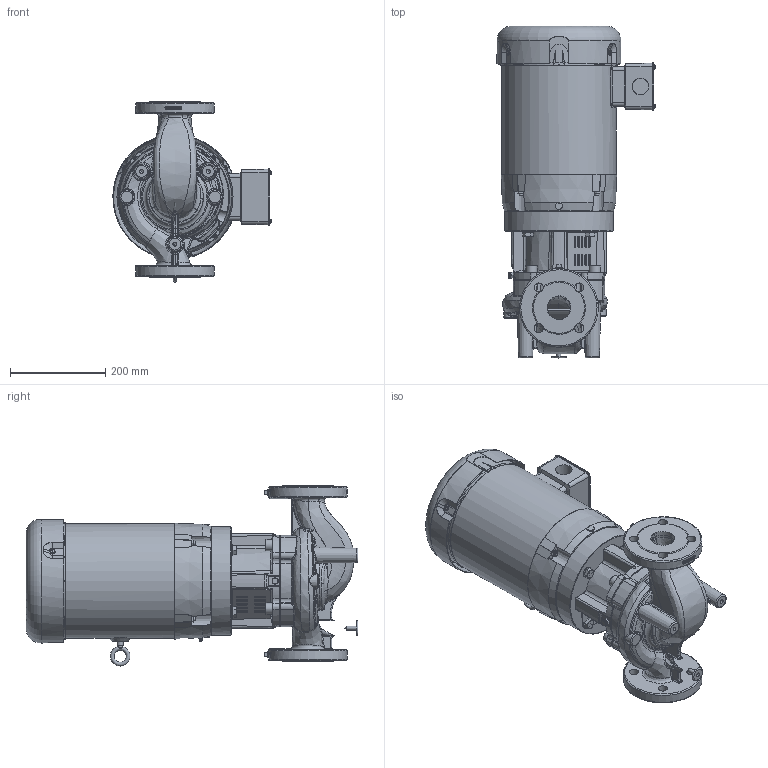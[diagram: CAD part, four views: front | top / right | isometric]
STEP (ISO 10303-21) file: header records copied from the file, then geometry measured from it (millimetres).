
FILE_DESCRIPTION(/* description */ (''),/* implementation_level */ '2;1');
FILE_NAME(/* name */ '2714647 - PUMP IL2 135_265-2-S1E 460V_3_60 TEFC_Shrinkwrap_1.stp',/* time_stamp */ '2022-03-22T16:13:40-05:00',/* author */ ('faliszekte'),/* organization */ (''),/* preprocessor_version */ 'ST-DEVELOPER v18.1',/* originating_system */ 'Autodesk Inventor 2021',/* authorisation */ '');
FILE_SCHEMA (('AUTOMOTIVE_DESIGN { 1 0 10303 214 3 1 1 }'));
Products named in the file (1): 2714647 - PUMP IL2 135_265-2-S1E 460V_3_60 TEFC_Shrinkwrap_1
Bounding box: 332.46 x 697.73 x 378.57 mm (x, y, z)
Surface area: 1165364.8 mm2 (no closed solid volume)
Topology: 0 solids, 31 shells, 2319 faces, 6904 edges, 4446 vertices
Faces by surface type: bspline 746, plane 694, cylinder 476, cone 271, sphere 69, torus 63
Full cylindrical faces by diameter (mm): 3.768 x1, 4.826 x2, 5 x1, 7.937 x4, 8.141 x10, 8.38 x3, 8.6 x2, 8.839 x4, 9 x2, 9.652 x1, 10.516 x3, 11.1 x2, 12.662 x1, 12.7 x64, 13.8 x2, 19.05 x8, 23.812 x4, 27 x1, 33.05 x1, 34.919 x1, 35.052 x1, 116 x1, 165.1 x2, 229 x1, 241.579 x1, 241.679 x1
Entity records: 165327 total; most frequent: CARTESIAN_POINT 107713, ORIENTED_EDGE 12244, DIRECTION 9932, EDGE_CURVE 6853, VERTEX_POINT 4445, AXIS2_PLACEMENT_3D 3777, EDGE_LOOP 2466, LINE 2378
